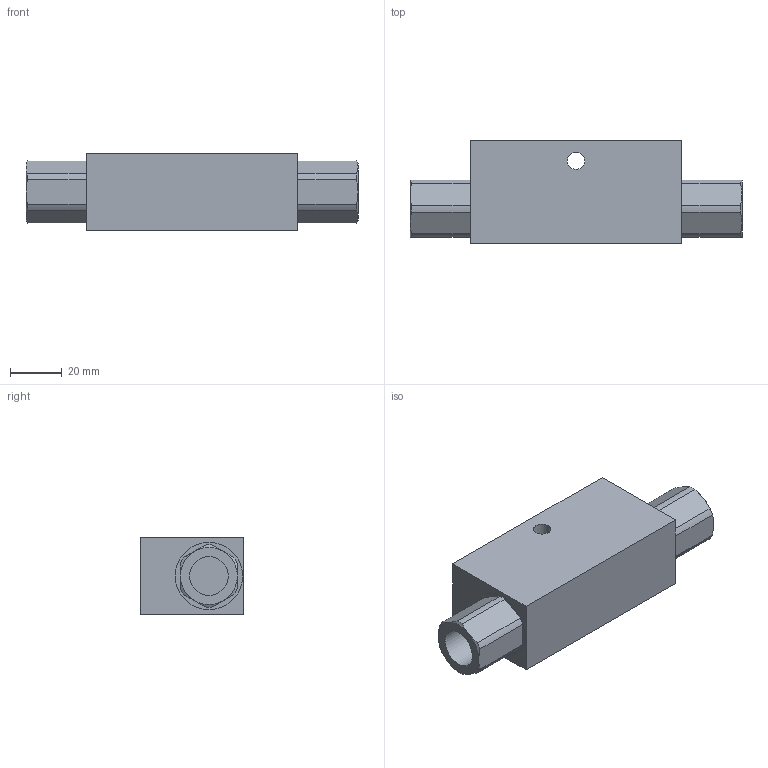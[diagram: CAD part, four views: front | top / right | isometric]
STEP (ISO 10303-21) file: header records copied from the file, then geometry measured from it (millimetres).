
FILE_DESCRIPTION(/* description */ ('Unknown'),/* implementation_level */ '2;1');
FILE_NAME(/* name */ 'V0020',/* time_stamp */ '2017-09-14T16:47:53+02:00',/* author */ ('Unknown'),/* organization */ ('Unknown'),/* preprocessor_version */ 'ST-DEVELOPER v16.7',/* originating_system */ 'DEX',/* authorisation */ $);
FILE_SCHEMA (('AUTOMOTIVE_DESIGN {1 0 10303 214 3 1 1}'));
Length unit declared in the file: millimetre
Products named in the file (1): V0020
Bounding box: 128 x 40 x 30 mm (x, y, z)
Volume: 101468.7 mm3; surface area: 21973 mm2
Topology: 1 solids, 1 shells, 61 faces, 137 edges, 88 vertices
Faces by surface type: plane 26, cylinder 23, cone 12
Full cylindrical faces by diameter (mm): 6.647 x1, 14.95 x4, 25 x2, 26 x2
Entity records: 2645 total; most frequent: CARTESIAN_POINT 900, DIRECTION 276, ORIENTED_EDGE 252, EDGE_CURVE 126, AXIS2_PLACEMENT_3D 114, VERTEX_POINT 86, EDGE_LOOP 82, FACE_BOUND 82
